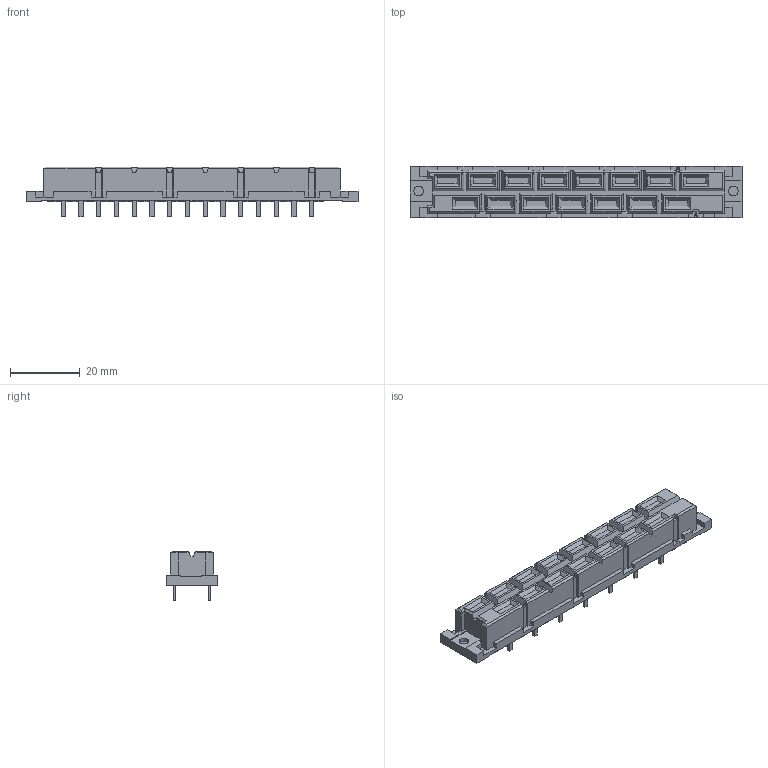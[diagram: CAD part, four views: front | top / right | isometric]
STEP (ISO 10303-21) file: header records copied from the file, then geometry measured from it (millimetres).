
FILE_DESCRIPTION((''),'2;1');
FILE_NAME('C-594750-E','2024-02-22T01:36:41',('workeradm'),('TE Connectivity Ltd.'),'CREO PARAMETRIC BY PTC INC, 2021072','CREO PARAMETRIC BY PTC INC, 2021072','');
FILE_SCHEMA(('AUTOMOTIVE_DESIGN { 1 0 10303 214 1 1 1 1 }'));
Length unit declared in the file: millimetre
Products named in the file (1): C-594750-E
Bounding box: 95 x 14.8 x 14.3 mm (x, y, z)
Volume: 10346 mm3; surface area: 5737.8 mm2
Topology: 1 solids, 1 shells, 1089 faces, 2895 edges, 1912 vertices
Faces by surface type: plane 763, cylinder 288, extrusion 38
Entity records: 35007 total; most frequent: CARTESIAN_POINT 7362, ORIENTED_EDGE 5790, DIRECTION 5487, EDGE_CURVE 2895, VECTOR 2273, LINE 2235, VERTEX_POINT 1912, AXIS2_PLACEMENT_3D 1607
